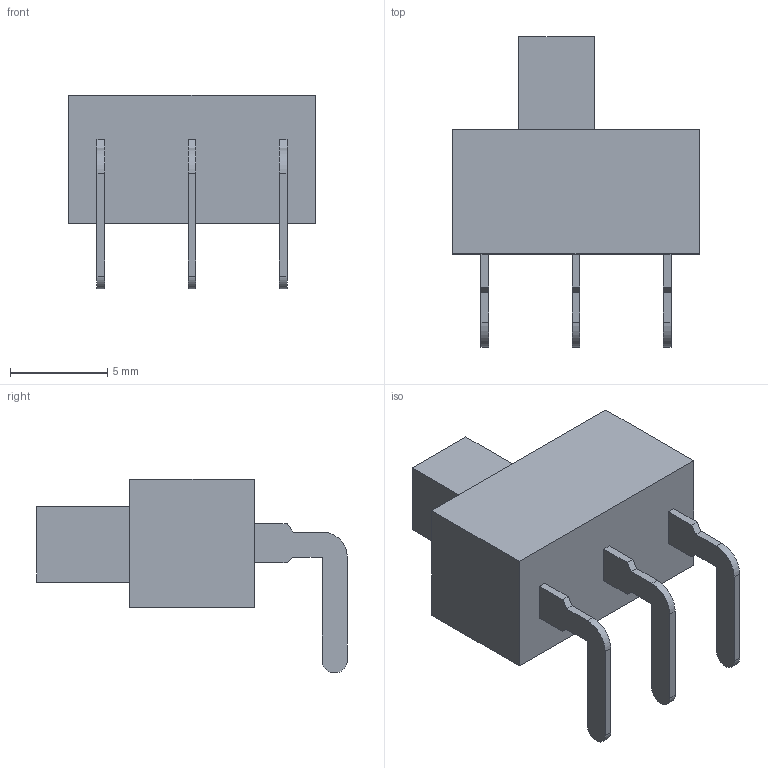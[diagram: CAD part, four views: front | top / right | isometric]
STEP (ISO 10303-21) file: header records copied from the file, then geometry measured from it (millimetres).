
FILE_DESCRIPTION(('FreeCAD Model'),'2;1');
FILE_NAME('SlideSwitch_1P2T_RightAngle.step', '2019-01-09T18:18:57',('kicad StepUp'),('ksu MCAD'), 'Open CASCADE STEP processor 6.8','FreeCAD','Unknown');
FILE_SCHEMA(('AUTOMOTIVE_DESIGN_CC2 { 1 2 10303 214 -1 1 5 4 }'));
Length unit declared in the file: millimetre
Products named in the file (1): SlideSwitch_1P2T_RightAngle
Bounding box: 12.7 x 16 x 9.97 mm (x, y, z)
Volume: 627.1 mm3; surface area: 602 mm2
Topology: 1 solids, 1 shells, 49 faces, 129 edges, 86 vertices
Faces by surface type: plane 43, cylinder 6
Entity records: 1852 total; most frequent: CARTESIAN_POINT 265, ORIENTED_EDGE 258, DIRECTION 241, EDGE_CURVE 129, LINE 117, VECTOR 117, VERTEX_POINT 86, AXIS2_PLACEMENT_3D 62
